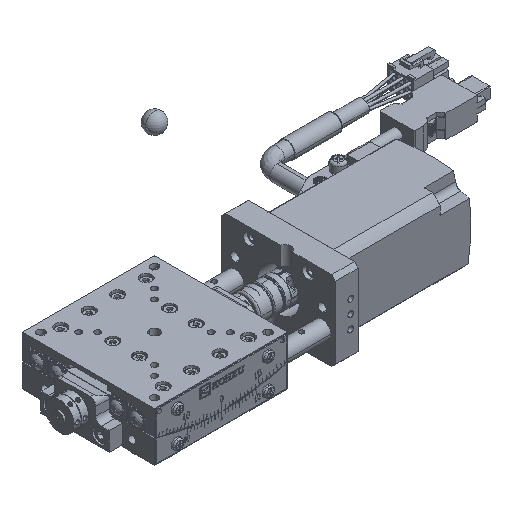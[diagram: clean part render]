
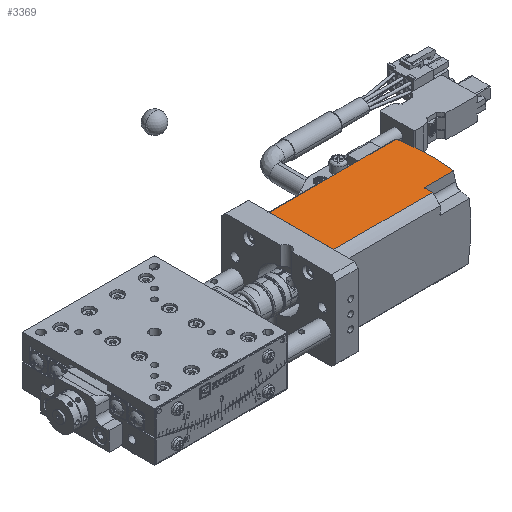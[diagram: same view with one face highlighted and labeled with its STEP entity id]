
A CAD part, isometric view. The second image highlights one B-rep face of the part: STEP entity #3369.
In plain terms, the highlighted planar face has unit normal (0, 0, 1).
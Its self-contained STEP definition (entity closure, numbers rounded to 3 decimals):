
#3369=ADVANCED_FACE('',(#34948),#34947,.F.);
#34947=PLANE('',#56066);
#34948=FACE_OUTER_BOUND('',#56067,.T.);
#56063=CARTESIAN_POINT('',(70.539,20.365,33.5));
#56064=DIRECTION('',(0.,0.,-1.));
#56065=DIRECTION('',(1.,0.,0.));
#56066=AXIS2_PLACEMENT_3D('',#56063,#56064,#56065);
#56067=EDGE_LOOP('',(#71759,#71760,#71761,#71762,#71763,#71764));
#71759=ORIENTED_EDGE('',*,*,#79740,.T.);
#71760=ORIENTED_EDGE('',*,*,#79747,.T.);
#71761=ORIENTED_EDGE('',*,*,#79737,.T.);
#71762=ORIENTED_EDGE('',*,*,#79732,.T.);
#71763=ORIENTED_EDGE('',*,*,#79748,.T.);
#71764=ORIENTED_EDGE('',*,*,#79687,.T.);
#79687=EDGE_CURVE('',#130337,#130330,#130338,.T.);
#79732=EDGE_CURVE('',#130631,#130624,#130632,.T.);
#79737=EDGE_CURVE('',#130664,#130631,#130665,.T.);
#79740=EDGE_CURVE('',#130330,#130677,#130684,.T.);
#79747=EDGE_CURVE('',#130677,#130664,#130729,.T.);
#79748=EDGE_CURVE('',#130624,#130337,#130735,.T.);
#130330=VERTEX_POINT('',#164580);
#130337=VERTEX_POINT('',#164585);
#130338=CIRCLE('',#164589,97.77);
#130624=VERTEX_POINT('',#164911);
#130631=VERTEX_POINT('',#164915);
#130632=LINE('',#164916,#164917);
#130664=VERTEX_POINT('',#164935);
#130665=LINE('',#164936,#164937);
#130677=VERTEX_POINT('',#164943);
#130684=LINE('',#164948,#164949);
#130729=LINE('',#164974,#164975);
#130735=LINE('',#164977,#164978);
#164580=CARTESIAN_POINT('',(144.509,16.971,33.5));
#164585=CARTESIAN_POINT('',(145.178,-12.6,33.5));
#164586=CARTESIAN_POINT('',(48.223,0.,33.5));
#164587=DIRECTION('',(0.,0.,1.));
#164588=DIRECTION('',(-0.992,0.129,0.));
#164589=AXIS2_PLACEMENT_3D('',#164586,#164587,#164588);
#164911=CARTESIAN_POINT('',(129.7,-12.6,33.5));
#164915=CARTESIAN_POINT('',(129.7,-16.971,33.5));
#164916=CARTESIAN_POINT('',(129.7,-16.971,33.5));
#164917=VECTOR('',#164918,4.371);
#164918=DIRECTION('',(0.,1.,0.));
#164935=CARTESIAN_POINT('',(77.5,-16.971,33.5));
#164936=CARTESIAN_POINT('',(77.5,-16.971,33.5));
#164937=VECTOR('',#164938,52.2);
#164938=DIRECTION('',(1.,0.,0.));
#164943=CARTESIAN_POINT('',(77.5,16.971,33.5));
#164948=CARTESIAN_POINT('',(144.509,16.971,33.5));
#164949=VECTOR('',#164950,67.009);
#164950=DIRECTION('',(-1.,0.,0.));
#164974=CARTESIAN_POINT('',(77.5,16.971,33.5));
#164975=VECTOR('',#164976,33.941);
#164976=DIRECTION('',(0.,-1.,0.));
#164977=CARTESIAN_POINT('',(129.7,-12.6,33.5));
#164978=VECTOR('',#164979,15.478);
#164979=DIRECTION('',(1.,0.,0.));
